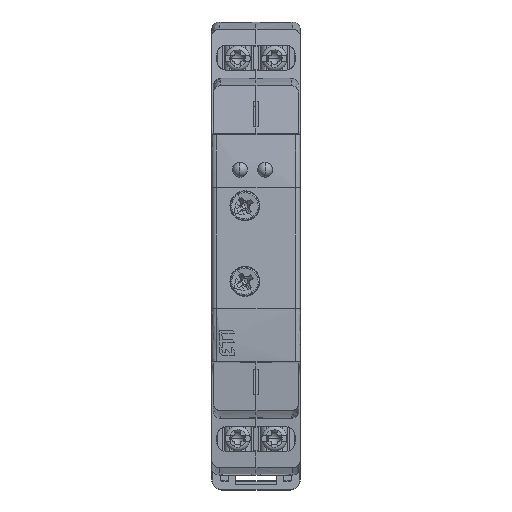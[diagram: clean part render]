
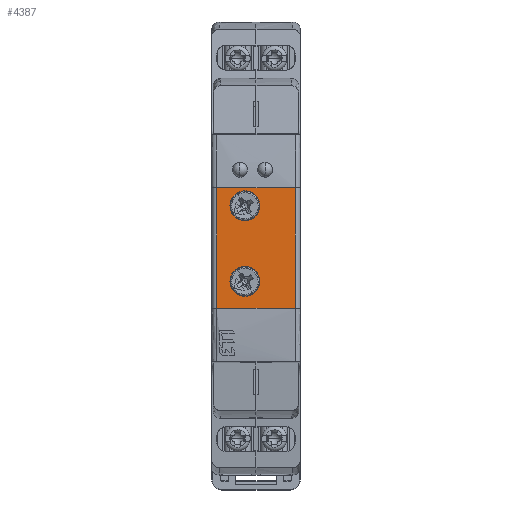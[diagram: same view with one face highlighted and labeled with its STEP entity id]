
A CAD part, top view. The second image highlights one B-rep face of the part: STEP entity #4387.
In plain terms, the highlighted planar face has unit normal (0, 0, 1).
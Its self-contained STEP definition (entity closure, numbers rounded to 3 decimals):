
#795=DIRECTION('',(-1.,0.,0.));
#796=VECTOR('',#795,15.6);
#797=CARTESIAN_POINT('',(7.8,-12.15,32.466));
#798=LINE('',#797,#796);
#1345=CARTESIAN_POINT('',(-2.2,-6.75,32.466));
#1346=DIRECTION('',(0.,0.,-1.));
#1347=DIRECTION('',(1.,0.,0.));
#1348=AXIS2_PLACEMENT_3D('',#1345,#1346,#1347);
#1353=CARTESIAN_POINT('',(-2.2,-6.75,32.466));
#1354=DIRECTION('',(0.,0.,-1.));
#1355=DIRECTION('',(0.,1.,0.));
#1356=AXIS2_PLACEMENT_3D('',#1353,#1354,#1355);
#1361=CARTESIAN_POINT('',(-2.2,-6.75,32.466));
#1362=DIRECTION('',(0.,0.,-1.));
#1363=DIRECTION('',(-1.,0.,0.));
#1364=AXIS2_PLACEMENT_3D('',#1361,#1362,#1363);
#1369=CARTESIAN_POINT('',(-2.2,-6.75,32.466));
#1370=DIRECTION('',(0.,0.,-1.));
#1371=DIRECTION('',(0.,-1.,0.));
#1372=AXIS2_PLACEMENT_3D('',#1369,#1370,#1371);
#1377=CARTESIAN_POINT('',(-2.2,8.25,32.466));
#1378=DIRECTION('',(0.,0.,-1.));
#1379=DIRECTION('',(1.,0.,0.));
#1380=AXIS2_PLACEMENT_3D('',#1377,#1378,#1379);
#1385=CARTESIAN_POINT('',(-2.2,8.25,32.466));
#1386=DIRECTION('',(0.,0.,-1.));
#1387=DIRECTION('',(0.,1.,0.));
#1388=AXIS2_PLACEMENT_3D('',#1385,#1386,#1387);
#1393=CARTESIAN_POINT('',(-2.2,8.25,32.466));
#1394=DIRECTION('',(0.,0.,-1.));
#1395=DIRECTION('',(-1.,0.,0.));
#1396=AXIS2_PLACEMENT_3D('',#1393,#1394,#1395);
#1401=CARTESIAN_POINT('',(-2.2,8.25,32.466));
#1402=DIRECTION('',(0.,0.,-1.));
#1403=DIRECTION('',(0.,-1.,0.));
#1404=AXIS2_PLACEMENT_3D('',#1401,#1402,#1403);
#1424=DIRECTION('',(0.,1.,0.));
#1425=VECTOR('',#1424,24.);
#1426=CARTESIAN_POINT('',(-7.8,-12.15,
32.466));
#1427=LINE('',#1426,#1425);
#1491=DIRECTION('',(1.,0.,0.));
#1492=VECTOR('',#1491,15.6);
#1493=CARTESIAN_POINT('',(-7.8,11.85,32.466));
#1494=LINE('',#1493,#1492);
#1606=DIRECTION('',(0.,-1.,0.));
#1607=VECTOR('',#1606,24.);
#1608=CARTESIAN_POINT('',(7.8,11.85,32.466));
#1609=LINE('',#1608,#1607);
#3194=CARTESIAN_POINT('',(7.8,-12.15,32.466));
#3195=CARTESIAN_POINT('',(-7.8,-12.15,
32.466));
#3196=VERTEX_POINT('',#3194);
#3197=VERTEX_POINT('',#3195);
#3198=CARTESIAN_POINT('',(-7.8,11.85,32.466));
#3199=CARTESIAN_POINT('',(7.8,11.85,32.466));
#3200=VERTEX_POINT('',#3198);
#3201=VERTEX_POINT('',#3199);
#3260=CARTESIAN_POINT('',(-5.175,-6.75,32.466));
#3261=CARTESIAN_POINT('',(-2.2,-3.775,32.466));
#3262=VERTEX_POINT('',#3260);
#3263=VERTEX_POINT('',#3261);
#3264=CARTESIAN_POINT('',(0.775,-6.75,
32.466));
#3265=VERTEX_POINT('',#3264);
#3288=CARTESIAN_POINT('',(-2.2,-9.725,32.466));
#3289=VERTEX_POINT('',#3288);
#3292=CARTESIAN_POINT('',(-5.175,8.25,32.466));
#3293=CARTESIAN_POINT('',(-2.2,11.225,32.466));
#3294=VERTEX_POINT('',#3292);
#3295=VERTEX_POINT('',#3293);
#3296=CARTESIAN_POINT('',(0.775,8.25,32.466));
#3297=VERTEX_POINT('',#3296);
#3320=CARTESIAN_POINT('',(-2.2,5.275,32.466));
#3321=VERTEX_POINT('',#3320);
#4353=CARTESIAN_POINT('',(9.48,-14.67,32.466));
#4354=DIRECTION('',(0.,0.,1.));
#4355=DIRECTION('',(1.,0.,0.));
#4356=AXIS2_PLACEMENT_3D('',#4353,#4354,#4355);
#4357=PLANE('',#4356);
#4358=ORIENTED_EDGE('',*,*,#4235,.T.);
#4360=ORIENTED_EDGE('',*,*,#4359,.T.);
#4362=ORIENTED_EDGE('',*,*,#4361,.T.);
#4364=ORIENTED_EDGE('',*,*,#4363,.T.);
#4365=EDGE_LOOP('',(#4358,#4360,#4362,#4364));
#4366=FACE_OUTER_BOUND('',#4365,.F.);
#4368=ORIENTED_EDGE('',*,*,#4367,.F.);
#4370=ORIENTED_EDGE('',*,*,#4369,.F.);
#4372=ORIENTED_EDGE('',*,*,#4371,.F.);
#4374=ORIENTED_EDGE('',*,*,#4373,.F.);
#4375=EDGE_LOOP('',(#4368,#4370,#4372,#4374));
#4376=FACE_BOUND('',#4375,.F.);
#4378=ORIENTED_EDGE('',*,*,#4377,.F.);
#4380=ORIENTED_EDGE('',*,*,#4379,.F.);
#4382=ORIENTED_EDGE('',*,*,#4381,.F.);
#4384=ORIENTED_EDGE('',*,*,#4383,.F.);
#4385=EDGE_LOOP('',(#4378,#4380,#4382,#4384));
#4386=FACE_BOUND('',#4385,.F.);
#1349=CIRCLE('',#1348,2.975);
#1357=CIRCLE('',#1356,2.975);
#1365=CIRCLE('',#1364,2.975);
#1373=CIRCLE('',#1372,2.975);
#1381=CIRCLE('',#1380,2.975);
#1389=CIRCLE('',#1388,2.975);
#1397=CIRCLE('',#1396,2.975);
#1405=CIRCLE('',#1404,2.975);
#4235=EDGE_CURVE('',#3196,#3197,#798,.T.);
#4359=EDGE_CURVE('',#3197,#3200,#1427,.T.);
#4361=EDGE_CURVE('',#3200,#3201,#1494,.T.);
#4363=EDGE_CURVE('',#3201,#3196,#1609,.T.);
#4367=EDGE_CURVE('',#3265,#3289,#1349,.T.);
#4369=EDGE_CURVE('',#3263,#3265,#1357,.T.);
#4371=EDGE_CURVE('',#3262,#3263,#1365,.T.);
#4373=EDGE_CURVE('',#3289,#3262,#1373,.T.);
#4377=EDGE_CURVE('',#3297,#3321,#1381,.T.);
#4379=EDGE_CURVE('',#3295,#3297,#1389,.T.);
#4381=EDGE_CURVE('',#3294,#3295,#1397,.T.);
#4383=EDGE_CURVE('',#3321,#3294,#1405,.T.);
#4387=ADVANCED_FACE('',(#4366,#4376,#4386),#4357,.T.);
